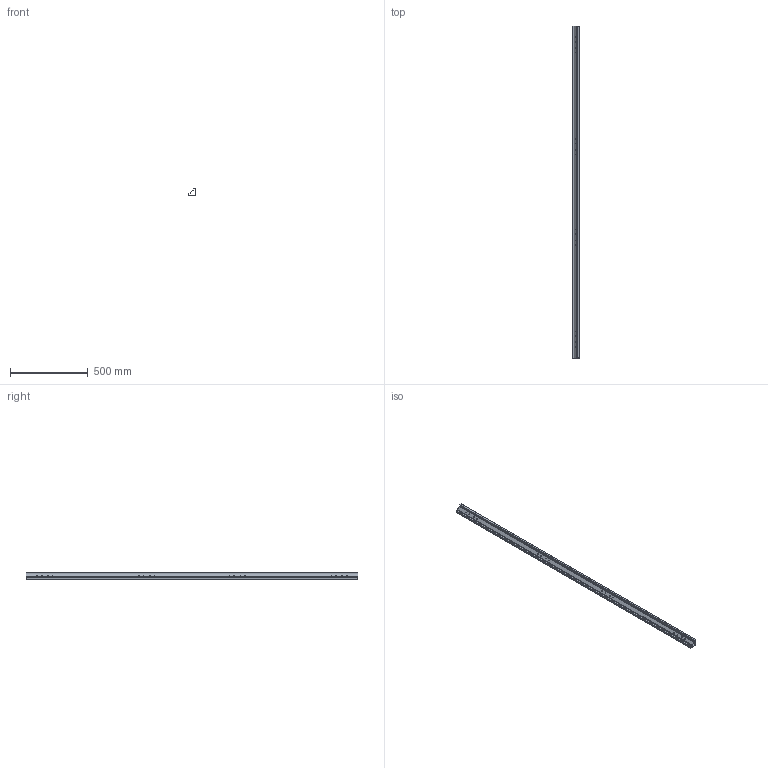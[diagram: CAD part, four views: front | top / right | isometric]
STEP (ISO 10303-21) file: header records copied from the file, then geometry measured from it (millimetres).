
FILE_DESCRIPTION (( 'STEP AP214' ), '1' );
FILE_NAME ('2200.STEP', '2024-09-17T12:00:28', ( '' ), ( '' ), 'SwSTEP 2.0', 'SolidWorks 2022', '' );
FILE_SCHEMA (( 'AUTOMOTIVE_DESIGN' ));
Length unit declared in the file: millimetre
Products named in the file (1): 2200
Bounding box: 46 x 2129 x 46 mm (x, y, z)
Volume: 486572.9 mm3; surface area: 667497.6 mm2
Topology: 1 solids, 1 shells, 1064 faces, 3186 edges, 2124 vertices
Faces by surface type: plane 692, cylinder 372
Entity records: 37268 total; most frequent: CARTESIAN_POINT 6375, ORIENTED_EDGE 6372, DIRECTION 6060, EDGE_CURVE 3186, VECTOR 2442, LINE 2442, VERTEX_POINT 2124, AXIS2_PLACEMENT_3D 1809
